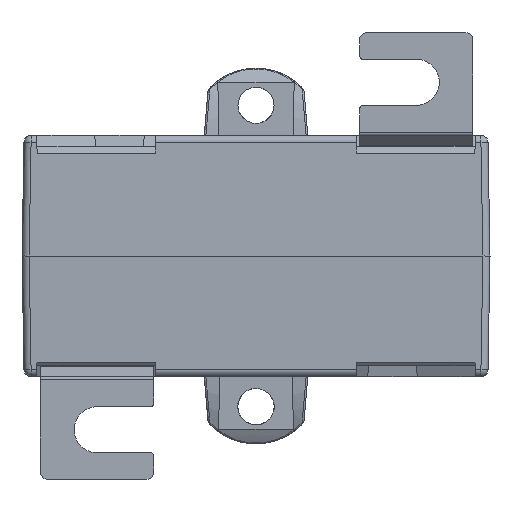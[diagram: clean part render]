
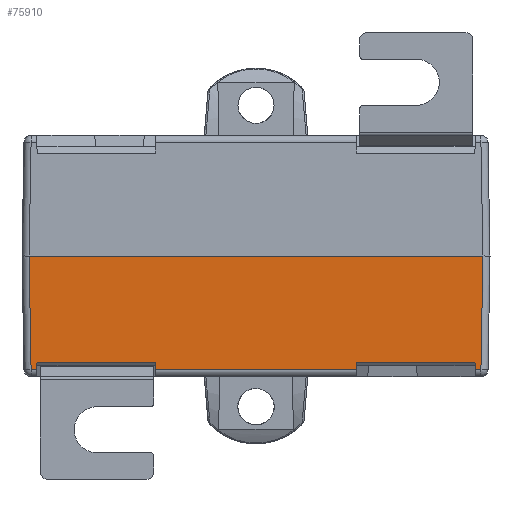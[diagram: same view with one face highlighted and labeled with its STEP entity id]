
A CAD part, front view. The second image highlights one B-rep face of the part: STEP entity #75910.
In plain terms, the highlighted planar face has unit normal (0, -1, -0.018).
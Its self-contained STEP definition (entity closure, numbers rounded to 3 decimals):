
#1590=CARTESIAN_POINT('',(-14.199,-34.22,
-16.017));
#1600=DIRECTION('',(0.017,0.017,-1.));
#1601=VECTOR('',#1600,1.018);
#1602=CARTESIAN_POINT('',(-14.217,-34.238,
-15.));
#1603=LINE('',#1602,#1601);
#4098=CARTESIAN_POINT('',(30.901,-34.22,
-16.017));
#4108=DIRECTION('',(0.017,0.017,-1.));
#4109=VECTOR('',#4108,1.018);
#4110=CARTESIAN_POINT('',(30.883,-34.238,
-15.));
#4111=LINE('',#4110,#4109);
#4182=DIRECTION('',(0.017,-0.017,1.));
#4183=VECTOR('',#4182,1.018);
#4184=CARTESIAN_POINT('',(14.199,-34.22,
-16.017));
#4185=LINE('',#4184,#4183);
#4194=DIRECTION('',(0.017,-0.017,1.));
#4195=VECTOR('',#4194,16.022);
#4196=CARTESIAN_POINT('',(31.721,-34.22,
-16.017));
#4197=LINE('',#4196,#4195);
#4198=DIRECTION('',(-1.,0.,0.));
#4199=VECTOR('',#4198,0.82);
#4200=CARTESIAN_POINT('',(31.721,-34.22,
-16.017));
#4201=LINE('',#4200,#4199);
#4202=DIRECTION('',(1.,0.,0.));
#4203=VECTOR('',#4202,16.667);
#4204=CARTESIAN_POINT('',(14.217,-34.238,
-15.));
#4205=LINE('',#4204,#4203);
#4206=DIRECTION('',(-1.,0.,0.));
#4207=VECTOR('',#4206,28.398);
#4208=CARTESIAN_POINT('',(14.199,-34.22,
-16.017));
#4209=LINE('',#4208,#4207);
#4210=DIRECTION('',(1.,0.,0.));
#4211=VECTOR('',#4210,16.667);
#4212=CARTESIAN_POINT('',(-30.883,-34.238,
-15.));
#4213=LINE('',#4212,#4211);
#4214=DIRECTION('',(-1.,0.,0.));
#4215=VECTOR('',#4214,0.82);
#4216=CARTESIAN_POINT('',(-30.901,-34.22,
-16.017));
#4217=LINE('',#4216,#4215);
#4218=DIRECTION('',(-0.017,-0.017,1.));
#4219=VECTOR('',#4218,16.022);
#4220=CARTESIAN_POINT('',(-31.721,-34.22,
-16.017));
#4221=LINE('',#4220,#4219);
#4222=DIRECTION('',(1.,0.,0.));
#4223=VECTOR('',#4222,64.);
#4224=CARTESIAN_POINT('',(-32.,-34.5,0.));
#4225=LINE('',#4224,#4223);
#4289=CARTESIAN_POINT('',(-30.901,-34.22,
-16.017));
#4299=DIRECTION('',(0.017,-0.017,1.));
#4300=VECTOR('',#4299,1.018);
#4301=CARTESIAN_POINT('',(-30.901,-34.22,
-16.017));
#4302=LINE('',#4301,#4300);
#65264=CARTESIAN_POINT('',(14.217,-34.238,
-15.));
#65265=CARTESIAN_POINT('',(30.883,-34.238,
-15.));
#65266=VERTEX_POINT('',#65264);
#65267=VERTEX_POINT('',#65265);
#65272=CARTESIAN_POINT('',(-30.883,-34.238,
-15.));
#65273=CARTESIAN_POINT('',(-14.217,-34.238,
-15.));
#65274=VERTEX_POINT('',#65272);
#65275=VERTEX_POINT('',#65273);
#68012=VERTEX_POINT('',#4289);
#68016=CARTESIAN_POINT('',(-31.721,-34.22,
-16.017));
#68017=VERTEX_POINT('',#68016);
#68019=VERTEX_POINT('',#4098);
#68020=CARTESIAN_POINT('',(31.721,-34.22,
-16.017));
#68021=VERTEX_POINT('',#68020);
#68057=VERTEX_POINT('',#1590);
#68058=CARTESIAN_POINT('',(14.199,-34.22,
-16.017));
#68059=VERTEX_POINT('',#68058);
#72375=CARTESIAN_POINT('',(-32.,-34.5,0.));
#72376=CARTESIAN_POINT('',(32.,-34.5,0.));
#72377=VERTEX_POINT('',#72375);
#72378=VERTEX_POINT('',#72376);
#75885=CARTESIAN_POINT('',(34.147,-34.5,0.));
#75886=DIRECTION('',(0.,-1.,-0.017));
#75887=DIRECTION('',(1.,0.,0.));
#75888=AXIS2_PLACEMENT_3D('',#75885,#75886,#75887);
#75889=PLANE('',#75888);
#75891=ORIENTED_EDGE('',*,*,#75890,.T.);
#75892=ORIENTED_EDGE('',*,*,#75699,.F.);
#75893=ORIENTED_EDGE('',*,*,#75723,.T.);
#75894=ORIENTED_EDGE('',*,*,#75749,.F.);
#75896=ORIENTED_EDGE('',*,*,#75895,.F.);
#75897=ORIENTED_EDGE('',*,*,#75869,.F.);
#75898=ORIENTED_EDGE('',*,*,#73155,.T.);
#75899=ORIENTED_EDGE('',*,*,#73184,.F.);
#75901=ORIENTED_EDGE('',*,*,#75900,.F.);
#75903=ORIENTED_EDGE('',*,*,#75902,.F.);
#75905=ORIENTED_EDGE('',*,*,#75904,.T.);
#75907=ORIENTED_EDGE('',*,*,#75906,.T.);
#75908=EDGE_LOOP('',(#75891,#75892,#75893,#75894,#75896,#75897,#75898,#75899,
#75901,#75903,#75905,#75907));
#75909=FACE_OUTER_BOUND('',#75908,.F.);
#73155=EDGE_CURVE('',#68059,#68057,#4209,.T.);
#73184=EDGE_CURVE('',#65275,#68057,#1603,.T.);
#75699=EDGE_CURVE('',#68021,#72378,#4197,.T.);
#75723=EDGE_CURVE('',#68021,#68019,#4201,.T.);
#75749=EDGE_CURVE('',#65267,#68019,#4111,.T.);
#75869=EDGE_CURVE('',#68059,#65266,#4185,.T.);
#75890=EDGE_CURVE('',#72377,#72378,#4225,.T.);
#75895=EDGE_CURVE('',#65266,#65267,#4205,.T.);
#75900=EDGE_CURVE('',#65274,#65275,#4213,.T.);
#75902=EDGE_CURVE('',#68012,#65274,#4302,.T.);
#75904=EDGE_CURVE('',#68012,#68017,#4217,.T.);
#75906=EDGE_CURVE('',#68017,#72377,#4221,.T.);
#75910=ADVANCED_FACE('',(#75909),#75889,.T.);
